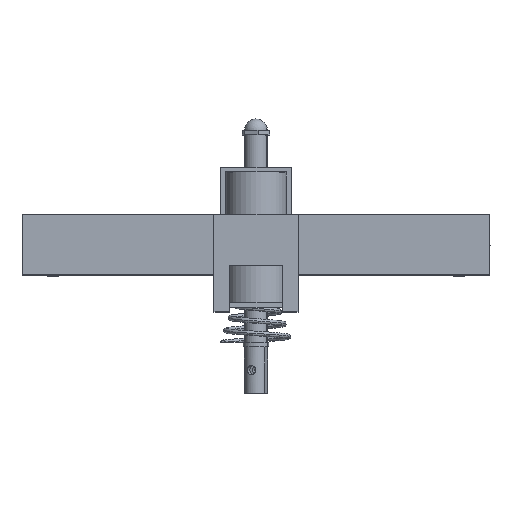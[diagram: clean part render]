
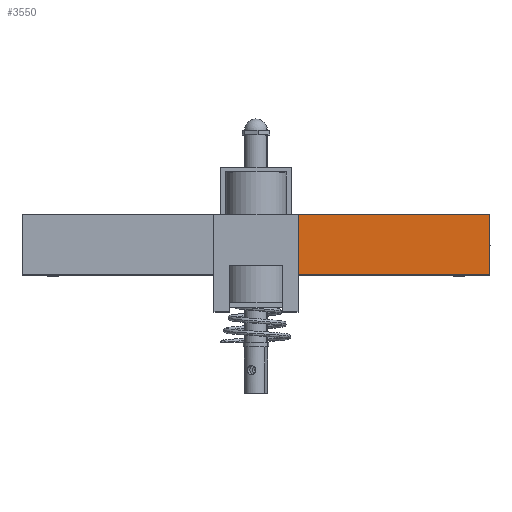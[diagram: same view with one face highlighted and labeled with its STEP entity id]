
A CAD part, top view. The second image highlights one B-rep face of the part: STEP entity #3550.
In plain terms, the highlighted planar face has unit normal (0, 0, 1).
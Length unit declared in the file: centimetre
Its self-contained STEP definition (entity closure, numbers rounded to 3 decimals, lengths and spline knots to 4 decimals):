
#993 = EDGE_CURVE ( 'NONE', #6513, #20222, #7225, .T. ) ;
#1183 = DIRECTION ( 'NONE',  ( -1., 0., 0. ) ) ;
#1751 = EDGE_LOOP ( 'NONE', ( #20735, #20062, #4687, #16832 ) ) ;
#3063 = AXIS2_PLACEMENT_3D ( 'NONE', #18925, #13428, #9505 ) ;
#3550 = ADVANCED_FACE ( 'NONE', ( #11452 ), #9744, .F. ) ;
#4619 = VERTEX_POINT ( 'NONE', #20526 ) ;
#4687 = ORIENTED_EDGE ( 'NONE', *, *, #22078, .F. ) ;
#4993 = DIRECTION ( 'NONE',  ( -1., 0., 0. ) ) ;
#5447 = VECTOR ( 'NONE', #4993, 100. ) ;
#6513 = VERTEX_POINT ( 'NONE', #17382 ) ;
#6812 = CARTESIAN_POINT ( 'NONE',  ( 5.05, 2., 0.535 ) ) ;
#7225 = LINE ( 'NONE', #18364, #10057 ) ;
#8613 = CARTESIAN_POINT ( 'NONE',  ( 5.05, 2., 0.535 ) ) ;
#9505 = DIRECTION ( 'NONE',  ( 0., 1., 0. ) ) ;
#9744 = PLANE ( 'NONE',  #3063 ) ;
#10057 = VECTOR ( 'NONE', #19821, 100. ) ;
#11452 = FACE_OUTER_BOUND ( 'NONE', #1751, .T. ) ;
#13428 = DIRECTION ( 'NONE',  ( 0., 0., -1. ) ) ;
#14063 = LINE ( 'NONE', #21637, #5447 ) ;
#14159 = EDGE_CURVE ( 'NONE', #4619, #20222, #14063, .T. ) ;
#14904 = EDGE_CURVE ( 'NONE', #15580, #6513, #19770, .T. ) ;
#15580 = VERTEX_POINT ( 'NONE', #17684 ) ;
#16832 = ORIENTED_EDGE ( 'NONE', *, *, #14904, .T. ) ;
#17382 = CARTESIAN_POINT ( 'NONE',  ( 0.91, 2., 0.535 ) ) ;
#17684 = CARTESIAN_POINT ( 'NONE',  ( 5.05, 2., 0.535 ) ) ;
#18364 = CARTESIAN_POINT ( 'NONE',  ( 0.91, 2., 0.535 ) ) ;
#18925 = CARTESIAN_POINT ( 'NONE',  ( 5.05, 2., 0.535 ) ) ;
#19742 = VECTOR ( 'NONE', #23540, 100. ) ;
#19770 = LINE ( 'NONE', #6812, #20321 ) ;
#19821 = DIRECTION ( 'NONE',  ( 0., -1., 0. ) ) ;
#20062 = ORIENTED_EDGE ( 'NONE', *, *, #14159, .F. ) ;
#20222 = VERTEX_POINT ( 'NONE', #20537 ) ;
#20321 = VECTOR ( 'NONE', #1183, 100. ) ;
#20526 = CARTESIAN_POINT ( 'NONE',  ( 5.05, 0.7, 0.535 ) ) ;
#20537 = CARTESIAN_POINT ( 'NONE',  ( 0.91, 0.7, 0.535 ) ) ;
#20735 = ORIENTED_EDGE ( 'NONE', *, *, #993, .T. ) ;
#21637 = CARTESIAN_POINT ( 'NONE',  ( 5.05, 0.7, 0.535 ) ) ;
#22078 = EDGE_CURVE ( 'NONE', #15580, #4619, #23661, .T. ) ;
#23540 = DIRECTION ( 'NONE',  ( 0., -1., 0. ) ) ;
#23661 = LINE ( 'NONE', #8613, #19742 ) ;
